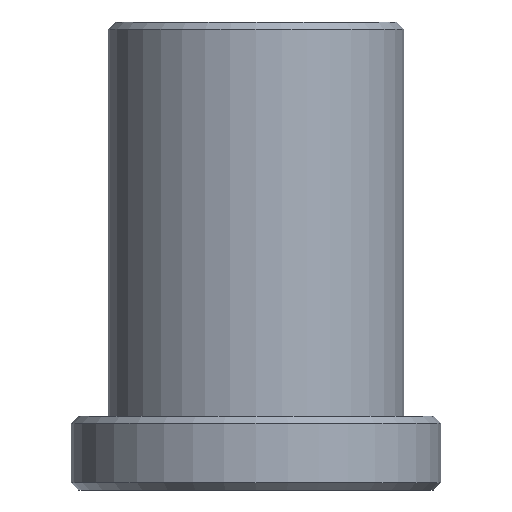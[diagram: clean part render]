
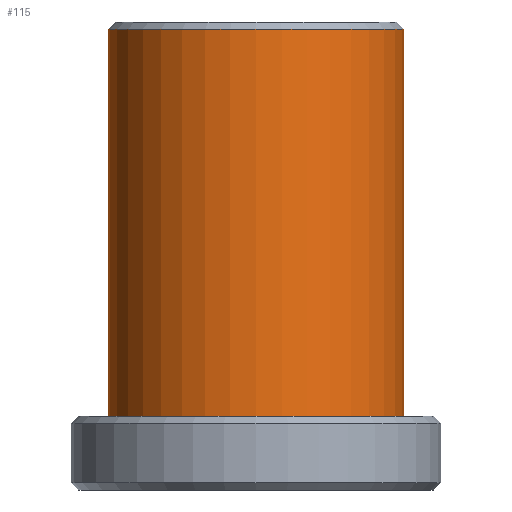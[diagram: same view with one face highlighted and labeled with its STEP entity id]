
A CAD part, front view. The second image highlights one B-rep face of the part: STEP entity #115.
In plain terms, the highlighted cylindrical face has radius 6 mm (diameter 12 mm), a partial arc.
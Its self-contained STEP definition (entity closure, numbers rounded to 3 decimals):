
#37 = CARTESIAN_POINT ( 'NONE',  ( 0., 0., 3. ) ) ;
#54 = VERTEX_POINT ( 'NONE', #860 ) ;
#93 = ORIENTED_EDGE ( 'NONE', *, *, #255, .T. ) ;
#95 = CYLINDRICAL_SURFACE ( 'NONE', #1357, 6. ) ;
#115 = ADVANCED_FACE ( 'NONE', ( #1268 ), #95, .T. ) ;
#168 = DIRECTION ( 'NONE',  ( -1., 0., 0. ) ) ;
#178 = ORIENTED_EDGE ( 'NONE', *, *, #985, .F. ) ;
#202 = CIRCLE ( 'NONE', #1362, 6. ) ;
#255 = EDGE_CURVE ( 'NONE', #1430, #54, #333, .T. ) ;
#333 = LINE ( 'NONE', #976, #873 ) ;
#338 = ORIENTED_EDGE ( 'NONE', *, *, #534, .F. ) ;
#375 = CARTESIAN_POINT ( 'NONE',  ( 0., 0., 19. ) ) ;
#379 = DIRECTION ( 'NONE',  ( 0., 0., -1. ) ) ;
#442 = DIRECTION ( 'NONE',  ( 0., 0., -1. ) ) ;
#462 = CARTESIAN_POINT ( 'NONE',  ( 6., 0., 19. ) ) ;
#476 = EDGE_LOOP ( 'NONE', ( #338, #772, #93, #178 ) ) ;
#480 = EDGE_CURVE ( 'NONE', #904, #1430, #696, .T. ) ;
#534 = EDGE_CURVE ( 'NONE', #904, #1391, #624, .T. ) ;
#580 = DIRECTION ( 'NONE',  ( -1., 0., 0. ) ) ;
#624 = LINE ( 'NONE', #462, #1175 ) ;
#644 = AXIS2_PLACEMENT_3D ( 'NONE', #783, #779, #765 ) ;
#696 = CIRCLE ( 'NONE', #644, 6. ) ;
#743 = CARTESIAN_POINT ( 'NONE',  ( 6., 0., 3. ) ) ;
#765 = DIRECTION ( 'NONE',  ( 1., 0., 0. ) ) ;
#772 = ORIENTED_EDGE ( 'NONE', *, *, #480, .T. ) ;
#779 = DIRECTION ( 'NONE',  ( 0., 0., -1. ) ) ;
#783 = CARTESIAN_POINT ( 'NONE',  ( 0., 0., 18.7 ) ) ;
#803 = CARTESIAN_POINT ( 'NONE',  ( 6., 0., 18.7 ) ) ;
#818 = DIRECTION ( 'NONE',  ( 0., 0., -1. ) ) ;
#860 = CARTESIAN_POINT ( 'NONE',  ( -6., 0., 3. ) ) ;
#873 = VECTOR ( 'NONE', #1083, 1000. ) ;
#904 = VERTEX_POINT ( 'NONE', #803 ) ;
#976 = CARTESIAN_POINT ( 'NONE',  ( -6., 0., 19. ) ) ;
#985 = EDGE_CURVE ( 'NONE', #1391, #54, #202, .T. ) ;
#1083 = DIRECTION ( 'NONE',  ( 0., 0., -1. ) ) ;
#1175 = VECTOR ( 'NONE', #442, 1000. ) ;
#1188 = CARTESIAN_POINT ( 'NONE',  ( -6., 0., 18.7 ) ) ;
#1268 = FACE_OUTER_BOUND ( 'NONE', #476, .T. ) ;
#1357 = AXIS2_PLACEMENT_3D ( 'NONE', #375, #379, #580 ) ;
#1362 = AXIS2_PLACEMENT_3D ( 'NONE', #37, #818, #168 ) ;
#1391 = VERTEX_POINT ( 'NONE', #743 ) ;
#1430 = VERTEX_POINT ( 'NONE', #1188 ) ;
